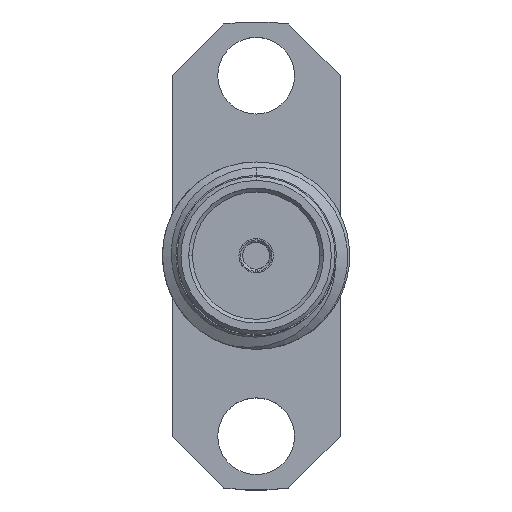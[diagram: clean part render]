
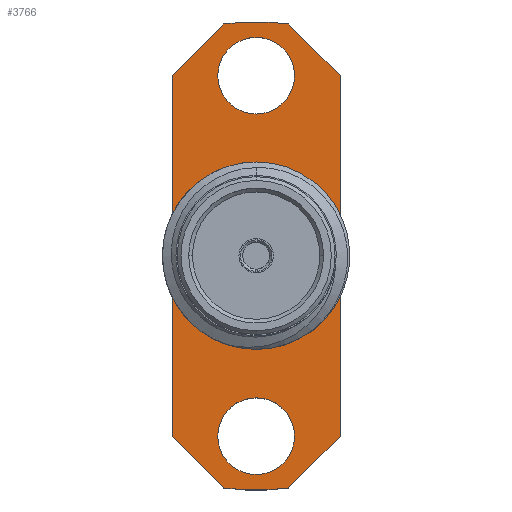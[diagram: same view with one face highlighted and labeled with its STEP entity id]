
A CAD part, top view. The second image highlights one B-rep face of the part: STEP entity #3766.
In plain terms, the highlighted planar face has unit normal (0, 0, 1).
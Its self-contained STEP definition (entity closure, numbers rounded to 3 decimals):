
#23 = ORIENTED_EDGE ( 'NONE', *, *, #1488, .F. ) ;
#70 = VECTOR ( 'NONE', #2749, 1000. ) ;
#97 = AXIS2_PLACEMENT_3D ( 'NONE', #457, #141, #4630 ) ;
#130 = LINE ( 'NONE', #1616, #360 ) ;
#141 = DIRECTION ( 'NONE',  ( 0., 0., 1. ) ) ;
#255 = CARTESIAN_POINT ( 'NONE',  ( 1.096, -7.864, 0. ) ) ;
#266 = ORIENTED_EDGE ( 'NONE', *, *, #2144, .F. ) ;
#267 = DIRECTION ( 'NONE',  ( 1., 0., 0. ) ) ;
#301 = CARTESIAN_POINT ( 'NONE',  ( 0., 6.11, 0. ) ) ;
#360 = VECTOR ( 'NONE', #2764, 1000. ) ;
#412 = VECTOR ( 'NONE', #1674, 1000. ) ;
#421 = FACE_BOUND ( 'NONE', #2748, .T. ) ;
#457 = CARTESIAN_POINT ( 'NONE',  ( 0., 0., 0. ) ) ;
#477 = CIRCLE ( 'NONE', #97, 7.94 ) ;
#533 = DIRECTION ( 'NONE',  ( 0.707, 0.707, 0. ) ) ;
#598 = FACE_BOUND ( 'NONE', #1163, .T. ) ;
#638 = CARTESIAN_POINT ( 'NONE',  ( 1.3, 6.11, 0. ) ) ;
#737 = CARTESIAN_POINT ( 'NONE',  ( 2.85, 6.11, 0. ) ) ;
#962 = FACE_OUTER_BOUND ( 'NONE', #3263, .T. ) ;
#994 = CARTESIAN_POINT ( 'NONE',  ( -2.825, 0., 0. ) ) ;
#1016 = AXIS2_PLACEMENT_3D ( 'NONE', #301, #2969, #4107 ) ;
#1017 = CARTESIAN_POINT ( 'NONE',  ( 0., 6.11, 0. ) ) ;
#1048 = CIRCLE ( 'NONE', #1016, 1.3 ) ;
#1049 = EDGE_CURVE ( 'NONE', #4242, #1304, #1996, .T. ) ;
#1123 = ORIENTED_EDGE ( 'NONE', *, *, #2922, .T. ) ;
#1163 = EDGE_LOOP ( 'NONE', ( #1956, #266 ) ) ;
#1204 = CARTESIAN_POINT ( 'NONE',  ( 1.3, -6.11, 0. ) ) ;
#1231 = DIRECTION ( 'NONE',  ( 1., 0., 0. ) ) ;
#1233 = VERTEX_POINT ( 'NONE', #4694 ) ;
#1267 = DIRECTION ( 'NONE',  ( 0., 0., 1. ) ) ;
#1304 = VERTEX_POINT ( 'NONE', #3000 ) ;
#1336 = CARTESIAN_POINT ( 'NONE',  ( 2.85, -7.411, 0. ) ) ;
#1345 = AXIS2_PLACEMENT_3D ( 'NONE', #1017, #1448, #3408 ) ;
#1422 = PLANE ( 'NONE',  #2416 ) ;
#1428 = CARTESIAN_POINT ( 'NONE',  ( 1.096, 7.864, 0. ) ) ;
#1448 = DIRECTION ( 'NONE',  ( 0., 0., 1. ) ) ;
#1488 = EDGE_CURVE ( 'NONE', #3260, #1835, #1048, .T. ) ;
#1576 = DIRECTION ( 'NONE',  ( 0., 0., 1. ) ) ;
#1588 = DIRECTION ( 'NONE',  ( -0.707, 0.707, 0. ) ) ;
#1616 = CARTESIAN_POINT ( 'NONE',  ( 2.85, 6.11, 0. ) ) ;
#1617 = EDGE_CURVE ( 'NONE', #3440, #3736, #2349, .T. ) ;
#1630 = CARTESIAN_POINT ( 'NONE',  ( 0., -6.11, 0. ) ) ;
#1674 = DIRECTION ( 'NONE',  ( 0., 1., 0. ) ) ;
#1739 = AXIS2_PLACEMENT_3D ( 'NONE', #2298, #3825, #4209 ) ;
#1749 = AXIS2_PLACEMENT_3D ( 'NONE', #3881, #1267, #1993 ) ;
#1776 = CARTESIAN_POINT ( 'NONE',  ( -1.3, 6.11, 0. ) ) ;
#1796 = ORIENTED_EDGE ( 'NONE', *, *, #4380, .T. ) ;
#1814 = AXIS2_PLACEMENT_3D ( 'NONE', #2183, #4427, #267 ) ;
#1835 = VERTEX_POINT ( 'NONE', #1776 ) ;
#1854 = CIRCLE ( 'NONE', #2633, 1.3 ) ;
#1923 = CARTESIAN_POINT ( 'NONE',  ( -1.096, -7.864, 0. ) ) ;
#1956 = ORIENTED_EDGE ( 'NONE', *, *, #1049, .F. ) ;
#1993 = DIRECTION ( 'NONE',  ( 1., 0., 0. ) ) ;
#1996 = CIRCLE ( 'NONE', #1739, 2.825 ) ;
#2019 = ORIENTED_EDGE ( 'NONE', *, *, #2955, .T. ) ;
#2028 = CIRCLE ( 'NONE', #3101, 7.94 ) ;
#2052 = ORIENTED_EDGE ( 'NONE', *, *, #4001, .T. ) ;
#2101 = VERTEX_POINT ( 'NONE', #2788 ) ;
#2105 = ORIENTED_EDGE ( 'NONE', *, *, #1617, .F. ) ;
#2144 = EDGE_CURVE ( 'NONE', #1304, #4242, #3818, .T. ) ;
#2183 = CARTESIAN_POINT ( 'NONE',  ( 0., -6.11, 0. ) ) ;
#2296 = EDGE_CURVE ( 'NONE', #2101, #4303, #2569, .T. ) ;
#2298 = CARTESIAN_POINT ( 'NONE',  ( 0., 0., 0. ) ) ;
#2309 = CARTESIAN_POINT ( 'NONE',  ( -2.85, -7.411, 0. ) ) ;
#2320 = ORIENTED_EDGE ( 'NONE', *, *, #2296, .F. ) ;
#2346 = CARTESIAN_POINT ( 'NONE',  ( -2.85, -6.11, 0. ) ) ;
#2349 = LINE ( 'NONE', #2346, #3003 ) ;
#2380 = DIRECTION ( 'NONE',  ( 1., 0., 0. ) ) ;
#2383 = EDGE_CURVE ( 'NONE', #4331, #1233, #3701, .T. ) ;
#2395 = VECTOR ( 'NONE', #2915, 1000. ) ;
#2416 = AXIS2_PLACEMENT_3D ( 'NONE', #2529, #2919, #3303 ) ;
#2529 = CARTESIAN_POINT ( 'NONE',  ( 0., 0., 0. ) ) ;
#2548 = LINE ( 'NONE', #1336, #412 ) ;
#2569 = CIRCLE ( 'NONE', #1814, 1.3 ) ;
#2633 = AXIS2_PLACEMENT_3D ( 'NONE', #1630, #3565, #2380 ) ;
#2748 = EDGE_LOOP ( 'NONE', ( #4456, #2320 ) ) ;
#2749 = DIRECTION ( 'NONE',  ( 0., -1., 0. ) ) ;
#2764 = DIRECTION ( 'NONE',  ( 0.707, -0.707, 0. ) ) ;
#2788 = CARTESIAN_POINT ( 'NONE',  ( -1.3, -6.11, 0. ) ) ;
#2806 = CARTESIAN_POINT ( 'NONE',  ( 2.85, -6.11, 0. ) ) ;
#2811 = CARTESIAN_POINT ( 'NONE',  ( 2.85, -6.11, 0. ) ) ;
#2915 = DIRECTION ( 'NONE',  ( -0.707, -0.707, 0. ) ) ;
#2919 = DIRECTION ( 'NONE',  ( 0., 0., 1. ) ) ;
#2922 = EDGE_CURVE ( 'NONE', #4480, #4331, #477, .T. ) ;
#2955 = EDGE_CURVE ( 'NONE', #1233, #3736, #3506, .T. ) ;
#2958 = EDGE_CURVE ( 'NONE', #4303, #2101, #1854, .T. ) ;
#2969 = DIRECTION ( 'NONE',  ( 0., 0., 1. ) ) ;
#2980 = ORIENTED_EDGE ( 'NONE', *, *, #3183, .F. ) ;
#3000 = CARTESIAN_POINT ( 'NONE',  ( 2.825, 0., 0. ) ) ;
#3003 = VECTOR ( 'NONE', #1588, 1000. ) ;
#3019 = EDGE_CURVE ( 'NONE', #4480, #4636, #130, .T. ) ;
#3101 = AXIS2_PLACEMENT_3D ( 'NONE', #4245, #1576, #1231 ) ;
#3113 = VECTOR ( 'NONE', #533, 1000. ) ;
#3183 = EDGE_CURVE ( 'NONE', #1835, #3260, #3205, .T. ) ;
#3197 = CARTESIAN_POINT ( 'NONE',  ( -1.096, 7.864, 0. ) ) ;
#3205 = CIRCLE ( 'NONE', #1345, 1.3 ) ;
#3214 = LINE ( 'NONE', #2806, #3113 ) ;
#3260 = VERTEX_POINT ( 'NONE', #638 ) ;
#3263 = EDGE_LOOP ( 'NONE', ( #4350, #1796, #3970, #1123, #3776, #2019, #2105, #2052 ) ) ;
#3303 = DIRECTION ( 'NONE',  ( 1., 0., 0. ) ) ;
#3408 = DIRECTION ( 'NONE',  ( 1., 0., 0. ) ) ;
#3440 = VERTEX_POINT ( 'NONE', #1923 ) ;
#3506 = LINE ( 'NONE', #2309, #70 ) ;
#3510 = CARTESIAN_POINT ( 'NONE',  ( -2.85, -6.11, 0. ) ) ;
#3565 = DIRECTION ( 'NONE',  ( 0., 0., 1. ) ) ;
#3653 = EDGE_CURVE ( 'NONE', #4474, #4365, #3214, .T. ) ;
#3701 = LINE ( 'NONE', #4784, #2395 ) ;
#3736 = VERTEX_POINT ( 'NONE', #3510 ) ;
#3766 = ADVANCED_FACE ( 'NONE', ( #598, #962, #421, #4754 ), #1422, .T. ) ;
#3776 = ORIENTED_EDGE ( 'NONE', *, *, #2383, .T. ) ;
#3818 = CIRCLE ( 'NONE', #1749, 2.825 ) ;
#3825 = DIRECTION ( 'NONE',  ( 0., 0., 1. ) ) ;
#3881 = CARTESIAN_POINT ( 'NONE',  ( 0., 0., 0. ) ) ;
#3970 = ORIENTED_EDGE ( 'NONE', *, *, #3019, .F. ) ;
#4001 = EDGE_CURVE ( 'NONE', #3440, #4474, #2028, .T. ) ;
#4107 = DIRECTION ( 'NONE',  ( 1., 0., 0. ) ) ;
#4209 = DIRECTION ( 'NONE',  ( 1., 0., 0. ) ) ;
#4242 = VERTEX_POINT ( 'NONE', #994 ) ;
#4245 = CARTESIAN_POINT ( 'NONE',  ( 0., 0., 0. ) ) ;
#4303 = VERTEX_POINT ( 'NONE', #1204 ) ;
#4331 = VERTEX_POINT ( 'NONE', #3197 ) ;
#4350 = ORIENTED_EDGE ( 'NONE', *, *, #3653, .T. ) ;
#4365 = VERTEX_POINT ( 'NONE', #2811 ) ;
#4380 = EDGE_CURVE ( 'NONE', #4365, #4636, #2548, .T. ) ;
#4406 = EDGE_LOOP ( 'NONE', ( #23, #2980 ) ) ;
#4427 = DIRECTION ( 'NONE',  ( 0., 0., 1. ) ) ;
#4456 = ORIENTED_EDGE ( 'NONE', *, *, #2958, .F. ) ;
#4474 = VERTEX_POINT ( 'NONE', #255 ) ;
#4480 = VERTEX_POINT ( 'NONE', #1428 ) ;
#4630 = DIRECTION ( 'NONE',  ( 1., 0., 0. ) ) ;
#4636 = VERTEX_POINT ( 'NONE', #737 ) ;
#4694 = CARTESIAN_POINT ( 'NONE',  ( -2.85, 6.11, 0. ) ) ;
#4754 = FACE_BOUND ( 'NONE', #4406, .T. ) ;
#4784 = CARTESIAN_POINT ( 'NONE',  ( -2.85, 6.11, 0. ) ) ;
